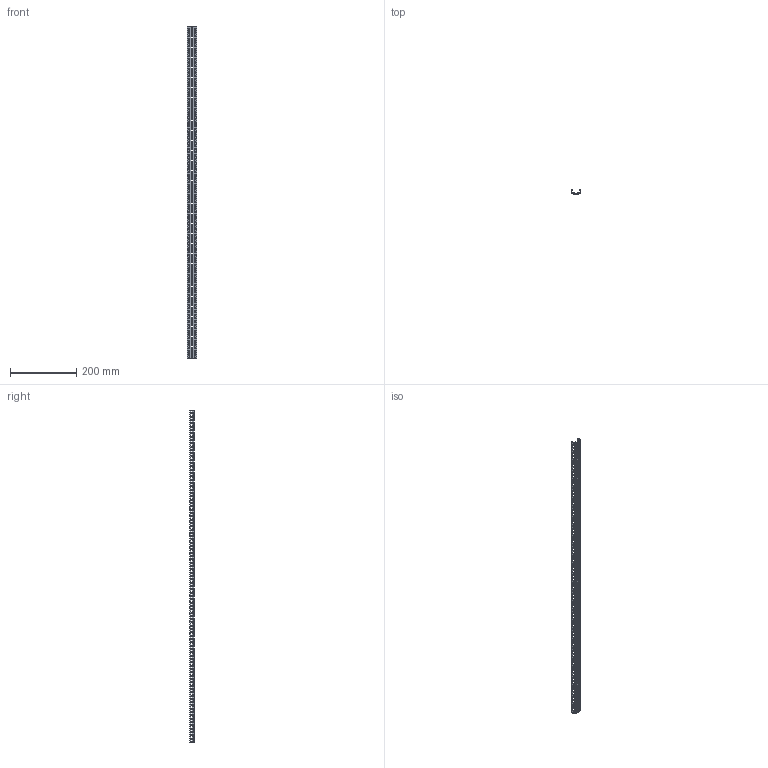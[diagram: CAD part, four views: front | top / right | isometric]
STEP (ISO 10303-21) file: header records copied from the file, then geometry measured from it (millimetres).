
FILE_DESCRIPTION((''),'2;1');
FILE_NAME('00110120210','2019-11-29T',('presta_be4'),(''),'CREO PARAMETRIC BY PTC INC, 2018360','CREO PARAMETRIC BY PTC INC, 2018360','');
FILE_SCHEMA(('CONFIG_CONTROL_DESIGN'));
Products named in the file (1): 00110120210
Bounding box: 27.42 x 14.82 x 1000.02 mm (x, y, z)
Volume: 53077 mm3; surface area: 101297.8 mm2
Topology: 1 solids, 1 shells, 2822 faces, 8460 edges, 5640 vertices
Faces by surface type: plane 1422, cylinder 1400
Entity records: 97922 total; most frequent: CARTESIAN_POINT 16922, ORIENTED_EDGE 16920, DIRECTION 16904, EDGE_CURVE 8460, VECTOR 5660, LINE 5660, VERTEX_POINT 5640, AXIS2_PLACEMENT_3D 5622
